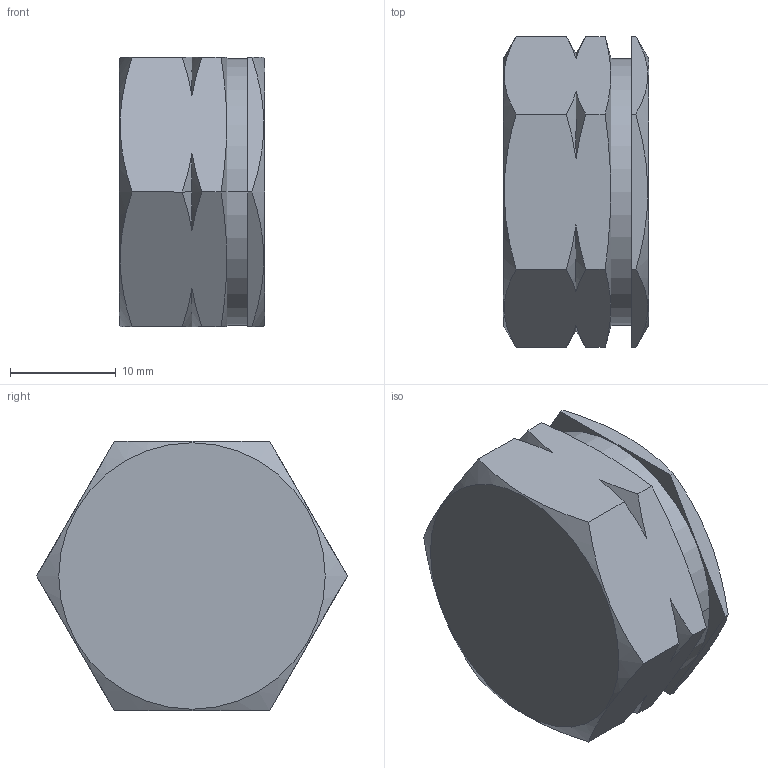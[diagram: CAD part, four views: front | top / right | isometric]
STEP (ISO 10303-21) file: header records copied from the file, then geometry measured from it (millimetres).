
FILE_DESCRIPTION (( 'STEP AP203' ), '1' );
FILE_NAME ('CAP-555BR-P.STEP', '2025-08-21T14:52:59', ( '' ), ( '' ), 'SwSTEP 2.0', 'SolidWorks 2018', '' );
FILE_SCHEMA (( 'CONFIG_CONTROL_DESIGN' ));
Length unit declared in the file: inch
Products named in the file (3): PRT-000108; CAP-555BR-P; PRT-002569
Assembly tree (2 placements, depth 2):
  CAP-555BR-P
    PRT-002569
    PRT-000108
Bounding box: 13.72 x 29.33 x 25.4 mm (x, y, z)
Volume: 4133.6 mm3; surface area: 4258.3 mm2
Topology: 2 solids, 2 shells, 57 faces, 227 edges, 176 vertices
Faces by surface type: cone 22, plane 19, cylinder 12, bspline 4
Entity records: 5111 total; most frequent: CARTESIAN_POINT 3141, ORIENTED_EDGE 454, EDGE_CURVE 227, DIRECTION 217, VERTEX_POINT 176, B_SPLINE_CURVE_WITH_KNOTS 151, AXIS2_PLACEMENT_3D 83, EDGE_LOOP 59
